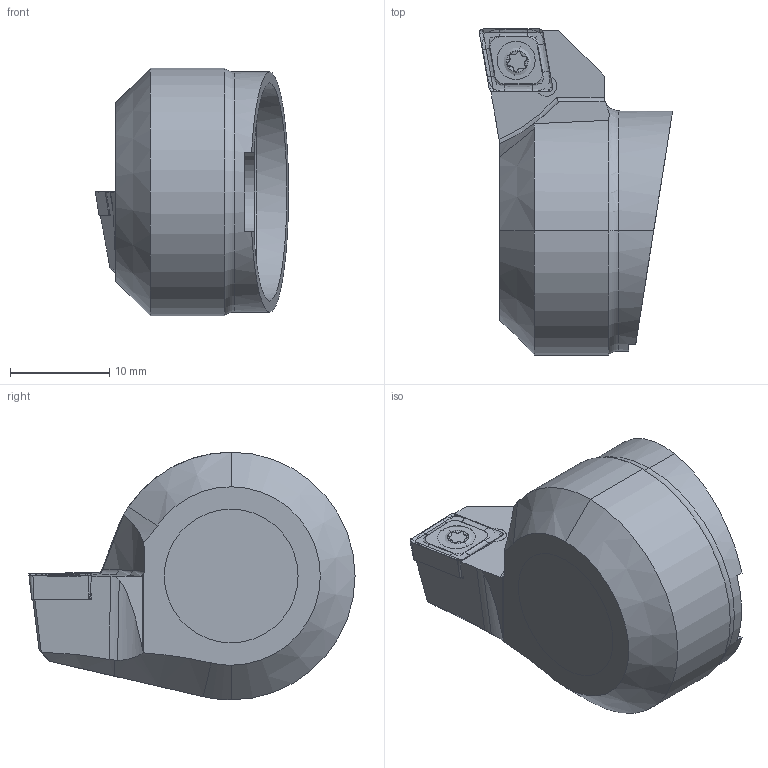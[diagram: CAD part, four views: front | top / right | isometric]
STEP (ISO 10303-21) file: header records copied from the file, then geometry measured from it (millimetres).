
FILE_DESCRIPTION (( 'STEP AP203' ), '1' );
FILE_NAME ('R65-FBHS-06.STEP', '2018-02-27T07:44:36', ( 'SWIAdmin' ), ( 'Hewlett-Packard Company' ), 'SwSTEP 2.0', 'SolidWorks 2017', '' );
FILE_SCHEMA (( 'CONFIG_CONTROL_DESIGN' ));
Length unit declared in the file: millimetre
Products named in the file (4): F42-WCA.001.016_A_fertigbearbeitet; CCMT060204; WCA-ER2.001.006_A; R65-FBHS-06
Assembly tree (3 placements, depth 2):
  R65-FBHS-06
    F42-WCA.001.016_A_fertigbearbeitet
    CCMT060204
    WCA-ER2.001.006_A
Bounding box: 19.5 x 32.9 x 25 mm (x, y, z)
Volume: 5625.2 mm3; surface area: 3551 mm2
Topology: 5 solids, 5 shells, 151 faces, 375 edges, 231 vertices
Faces by surface type: plane 48, cylinder 47, cone 28, torus 14, bspline 12, sphere 2
Entity records: 5168 total; most frequent: CARTESIAN_POINT 1337, ORIENTED_EDGE 742, DIRECTION 695, EDGE_CURVE 371, AXIS2_PLACEMENT_3D 269, VERTEX_POINT 231, EDGE_LOOP 158, VECTOR 157
